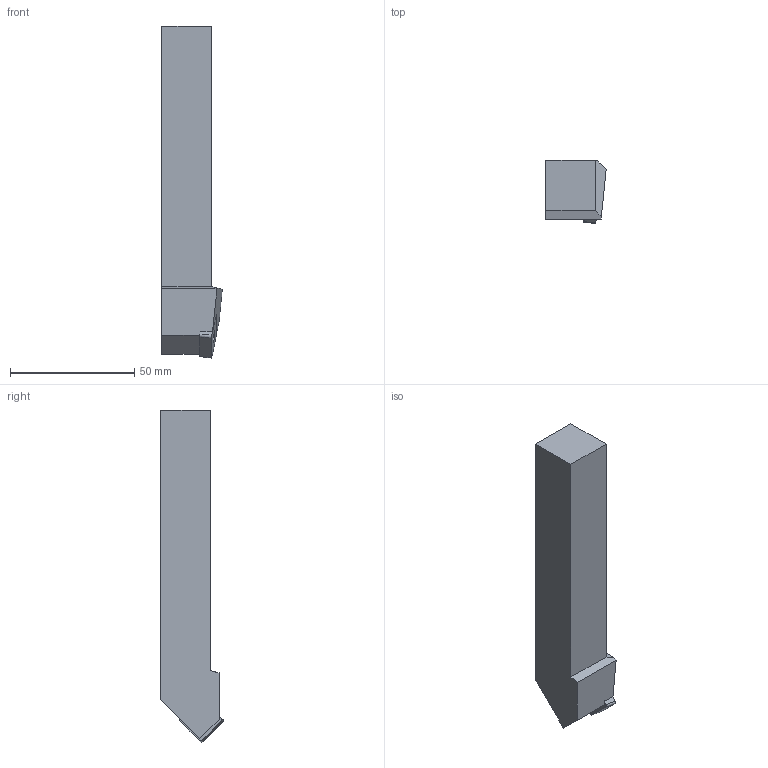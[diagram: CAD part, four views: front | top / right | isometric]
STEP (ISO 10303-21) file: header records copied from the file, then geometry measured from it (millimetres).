
FILE_DESCRIPTION(/* description */ (''),/* implementation_level */ '2;1');
FILE_NAME(/* name */ 'PSSNL2020K12.stp',/* time_stamp */ '2022-12-28T10:52:05+01:00',/* author */ (''),/* organization */ (''),/* preprocessor_version */ 'ST-DEVELOPER v16.7',/* originating_system */ 'SIEMENS PLM Software NX 12.0',/* authorisation */ '');
FILE_SCHEMA (('AUTOMOTIVE_DESIGN { 1 0 10303 214 3 1 1 1 }'));
Length unit declared in the file: millimetre
Products named in the file (1): kl62259CD3B7l9hp
Bounding box: 24.34 x 25.19 x 133.79 mm (x, y, z)
Volume: 52794.6 mm3; surface area: 11870.3 mm2
Topology: 2 solids, 2 shells, 28 faces, 72 edges, 48 vertices
Faces by surface type: plane 23, cylinder 5
Full cylindrical faces by diameter (mm): 5 x1
Entity records: 874 total; most frequent: CARTESIAN_POINT 146, ORIENTED_EDGE 140, DIRECTION 138, EDGE_CURVE 70, LINE 60, VECTOR 60, VERTEX_POINT 47, AXIS2_PLACEMENT_3D 39
